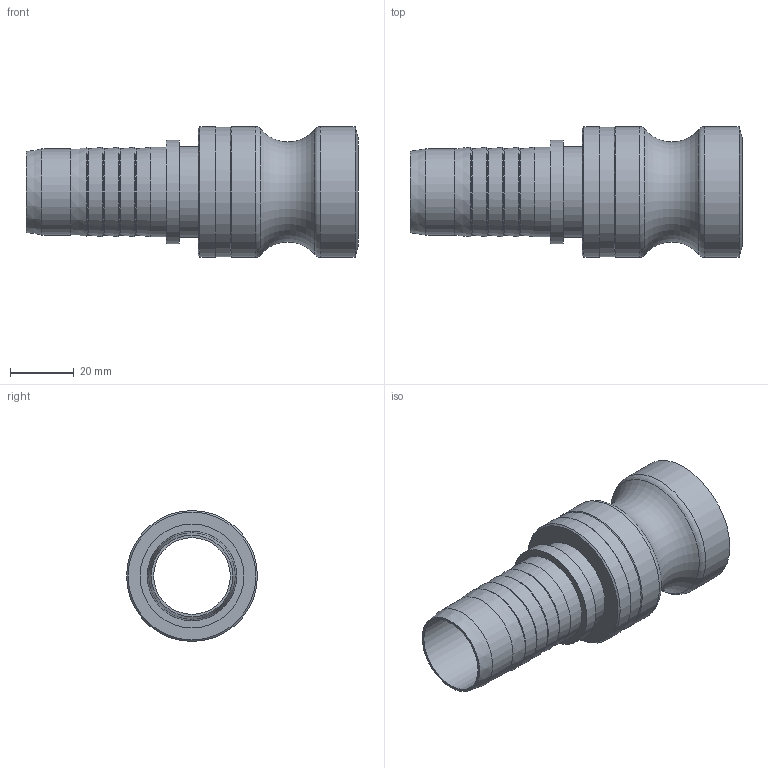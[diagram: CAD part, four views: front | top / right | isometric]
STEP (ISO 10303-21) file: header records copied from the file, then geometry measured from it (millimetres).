
FILE_DESCRIPTION(/* description */ ('SCHLAUCHSTECKER SLW 25'),/* implementation_level */ '2;1');
FILE_NAME(/* name */ 'vstp_x25.stp',/* time_stamp */ '2020-04-27T10:01:20+02:00',/* author */ ('ertl'),/* organization */ (''),/* preprocessor_version */ 'ST-DEVELOPER v17',/* originating_system */ 'Autodesk Inventor 2018',/* authorisation */ '42576,1 mm^3');
FILE_SCHEMA (('AUTOMOTIVE_DESIGN { 1 0 10303 214 3 1 1 }'));
Length unit declared in the file: millimetre
Products named in the file (1): 20061012B0000000-AA
Bounding box: 104 x 41 x 41 mm (x, y, z)
Volume: 42433.8 mm3; surface area: 20910.6 mm2
Topology: 1 solids, 1 shells, 36 faces, 110 edges, 79 vertices
Faces by surface type: cone 15, cylinder 9, torus 7, plane 5
Full cylindrical faces by diameter (mm): 24 x1, 27 x1, 28 x1, 28.5 x1, 32.5 x1, 40.5 x1, 41 x3
Entity records: 1359 total; most frequent: DIRECTION 270, CARTESIAN_POINT 226, ORIENTED_EDGE 220, AXIS2_PLACEMENT_3D 123, EDGE_CURVE 110, CIRCLE 86, VERTEX_POINT 79, EDGE_LOOP 41
